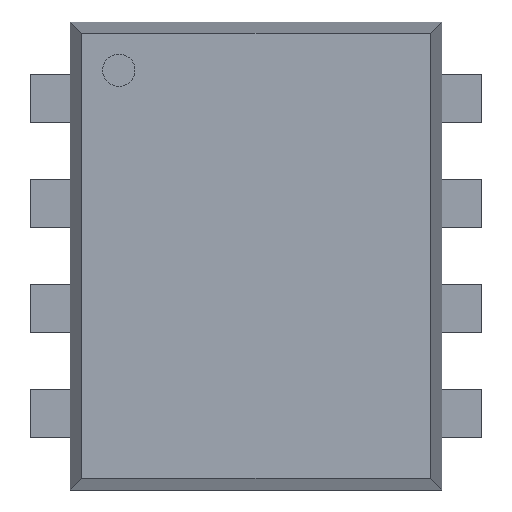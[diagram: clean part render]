
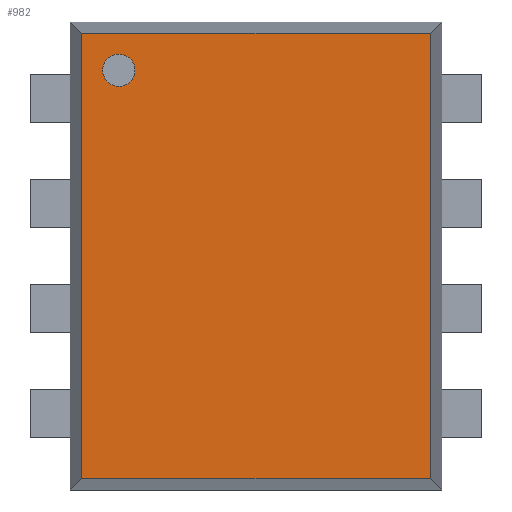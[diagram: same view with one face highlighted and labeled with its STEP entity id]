
A CAD part, top view. The second image highlights one B-rep face of the part: STEP entity #982.
In plain terms, the highlighted planar face has unit normal (0, 0, 1).
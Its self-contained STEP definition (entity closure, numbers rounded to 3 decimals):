
#13=DIRECTION('',(0.,0.,1.));
#27=VECTOR('',#28,1.);
#28=DIRECTION('',(1.,0.,0.));
#34=VECTOR('',#35,1.);
#35=DIRECTION('',(0.,-1.,0.));
#401=VERTEX_POINT('',#402);
#402=CARTESIAN_POINT('',(-1.08,1.38,0.92));
#409=VERTEX_POINT('',#410);
#410=CARTESIAN_POINT('',(-1.08,-1.38,0.92));
#416=EDGE_CURVE('',#401,#409,#417,.T.);
#417=LINE('',#418,#34);
#418=CARTESIAN_POINT('',(-1.08,1.45,0.92));
#968=VERTEX_POINT('',#969);
#969=CARTESIAN_POINT('',(1.08,1.38,0.92));
#974=ORIENTED_EDGE('',*,*,#975,.F.);
#975=EDGE_CURVE('',#401,#968,#976,.T.);
#976=LINE('',#977,#27);
#977=CARTESIAN_POINT('',(-1.15,1.38,0.92));
#982=ADVANCED_FACE('',(#983,#996),#1005,.T.);
#983=FACE_BOUND('',#984,.T.);
#984=EDGE_LOOP('',(#974,#985,#986,#992));
#985=ORIENTED_EDGE('',*,*,#416,.T.);
#986=ORIENTED_EDGE('',*,*,#987,.T.);
#987=EDGE_CURVE('',#409,#988,#990,.T.);
#988=VERTEX_POINT('',#989);
#989=CARTESIAN_POINT('',(1.08,-1.38,0.92));
#990=LINE('',#991,#27);
#991=CARTESIAN_POINT('',(-1.15,-1.38,0.92));
#992=ORIENTED_EDGE('',*,*,#993,.F.);
#993=EDGE_CURVE('',#968,#988,#994,.T.);
#994=LINE('',#995,#34);
#995=CARTESIAN_POINT('',(1.08,1.45,0.92));
#996=FACE_BOUND('',#997,.T.);
#997=EDGE_LOOP('',(#998));
#998=ORIENTED_EDGE('',*,*,#999,.F.);
#999=EDGE_CURVE('',#1000,#1000,#1002,.T.);
#1000=VERTEX_POINT('',#1001);
#1001=CARTESIAN_POINT('',(-0.85,1.05,0.92));
#1002=CIRCLE('',#1003,0.1);
#1003=AXIS2_PLACEMENT_3D('',#1004,#13,#35);
#1004=CARTESIAN_POINT('',(-0.85,1.15,0.92));
#1005=PLANE('',#1006);
#1006=AXIS2_PLACEMENT_3D('',#1007,#13,#35);
#1007=CARTESIAN_POINT('',(-1.15,1.45,0.92));
